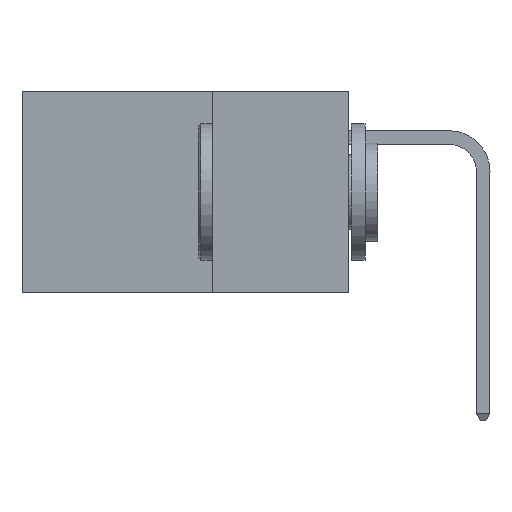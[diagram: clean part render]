
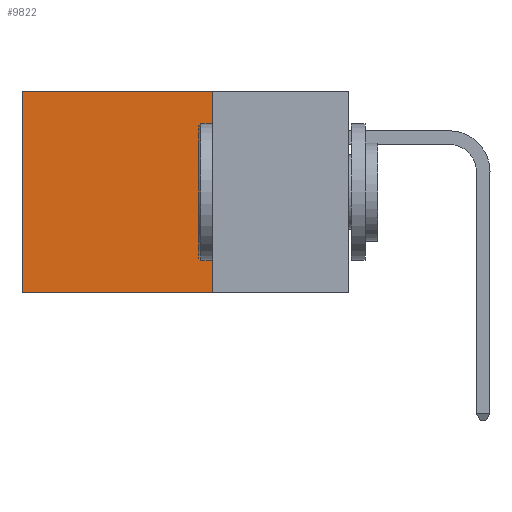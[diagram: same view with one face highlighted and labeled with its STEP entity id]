
A CAD part, left-side view. The second image highlights one B-rep face of the part: STEP entity #9822.
In plain terms, the highlighted planar face has unit normal (-1, 0, 0).
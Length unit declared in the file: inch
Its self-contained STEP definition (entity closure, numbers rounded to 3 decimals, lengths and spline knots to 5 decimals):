
#387 = LINE ( 'NONE', #14050, #9844 ) ;
#816 = CARTESIAN_POINT ( 'NONE',  ( 0.2875, 0.6, -0.37 ) ) ;
#1156 = VECTOR ( 'NONE', #8451, 39.37008 ) ;
#1612 = EDGE_CURVE ( 'NONE', #8533, #9668, #11689, .T. ) ;
#2193 = DIRECTION ( 'NONE',  ( 1., 0., 0. ) ) ;
#2248 = PLANE ( 'NONE',  #10187 ) ;
#2577 = EDGE_LOOP ( 'NONE', ( #13300, #9793, #15182, #15203 ) ) ;
#2637 = VECTOR ( 'NONE', #15625, 39.37008 ) ;
#2805 = FACE_OUTER_BOUND ( 'NONE', #2577, .T. ) ;
#4563 = EDGE_CURVE ( 'NONE', #8811, #8533, #14065, .T. ) ;
#5105 = CARTESIAN_POINT ( 'NONE',  ( 0.2875, 0.25, 0. ) ) ;
#5294 = CARTESIAN_POINT ( 'NONE',  ( 0.2875, 0.6, 0. ) ) ;
#5464 = LINE ( 'NONE', #7186, #2637 ) ;
#5687 = DIRECTION ( 'NONE',  ( 0., 0., -1. ) ) ;
#5720 = CARTESIAN_POINT ( 'NONE',  ( 0.2875, 0.25, -0.37 ) ) ;
#7186 = CARTESIAN_POINT ( 'NONE',  ( 0.2875, 0.25, 0. ) ) ;
#7872 = EDGE_CURVE ( 'NONE', #15258, #9668, #387, .T. ) ;
#8451 = DIRECTION ( 'NONE',  ( 0., 0., -1. ) ) ;
#8533 = VERTEX_POINT ( 'NONE', #5720 ) ;
#8811 = VERTEX_POINT ( 'NONE', #5105 ) ;
#8865 = CARTESIAN_POINT ( 'NONE',  ( 0.2875, 0.25, -0.37 ) ) ;
#9668 = VERTEX_POINT ( 'NONE', #816 ) ;
#9793 = ORIENTED_EDGE ( 'NONE', *, *, #1612, .F. ) ;
#9822 = ADVANCED_FACE ( 'NONE', ( #2805 ), #2248, .F. ) ;
#9844 = VECTOR ( 'NONE', #5687, 39.37008 ) ;
#10187 = AXIS2_PLACEMENT_3D ( 'NONE', #10719, #2193, #13099 ) ;
#10719 = CARTESIAN_POINT ( 'NONE',  ( 0.2875, 0.25, 0. ) ) ;
#11185 = DIRECTION ( 'NONE',  ( 0., 1., 0. ) ) ;
#11689 = LINE ( 'NONE', #8865, #13967 ) ;
#12857 = EDGE_CURVE ( 'NONE', #8811, #15258, #5464, .T. ) ;
#13099 = DIRECTION ( 'NONE',  ( 0., 0., -1. ) ) ;
#13300 = ORIENTED_EDGE ( 'NONE', *, *, #7872, .T. ) ;
#13967 = VECTOR ( 'NONE', #11185, 39.37008 ) ;
#14050 = CARTESIAN_POINT ( 'NONE',  ( 0.2875, 0.6, 0. ) ) ;
#14065 = LINE ( 'NONE', #14580, #1156 ) ;
#14580 = CARTESIAN_POINT ( 'NONE',  ( 0.2875, 0.25, 0. ) ) ;
#15182 = ORIENTED_EDGE ( 'NONE', *, *, #4563, .F. ) ;
#15203 = ORIENTED_EDGE ( 'NONE', *, *, #12857, .T. ) ;
#15258 = VERTEX_POINT ( 'NONE', #5294 ) ;
#15625 = DIRECTION ( 'NONE',  ( 0., 1., 0. ) ) ;
